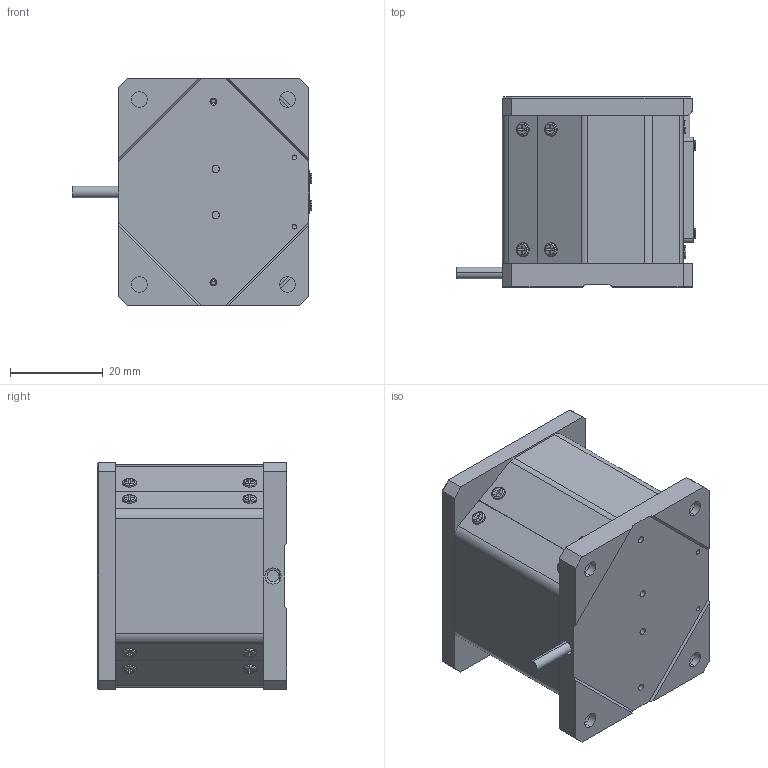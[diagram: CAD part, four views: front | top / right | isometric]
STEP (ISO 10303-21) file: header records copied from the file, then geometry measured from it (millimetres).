
FILE_DESCRIPTION (( 'STEP AP214' ), '1' );
FILE_NAME ('ES-50PM-1100X.STEP', '2022-02-05T01:25:01', ( '' ), ( '' ), 'SwSTEP 2.0', 'SolidWorks 2020', '' );
FILE_SCHEMA (( 'AUTOMOTIVE_DESIGN' ));
Length unit declared in the file: millimetre
Products named in the file (15): 2.5mm Dia Cable; 430854 ES-50 Piezo, Enclosure, Back; SCREW, SHCS-S, M-DIN_M2 x 0.4 x 04mm; 430851 ES-50 Piezo, Carriage Bracket, Side_Counterbores; 430697 Encoder Head Enclosure, NJ 8x13; NJ Encoder 8x13 in Enclosure_Demo ; SCREW, MS-PPH, M-JCIS_M2 x 0.4 x 4mm; SCREW, MS-PPH, M-JCIS_M1.6 x 0.35 x 5mm; 430852 ES-50 Piezo, Carriage Bracket, Back; 430438 PPS 28, Back Cover, NJ8x13; 430853 ES-50 Piezo, Enclosure, Side_3piece NJ; 2.5mm Dia Cable_30mm; 430849 ES-50 Piezo, Base; ES-50PM-1100X; 430850 ES-50 Piezo, Carriage
Assembly tree (35 placements, depth 3):
  ES-50PM-1100X
    430849 ES-50 Piezo, Base
    430851 ES-50 Piezo, Carriage Bracket, Side_Counterbores  x2
    430852 ES-50 Piezo, Carriage Bracket, Back
    430850 ES-50 Piezo, Carriage
    NJ Encoder 8x13 in Enclosure_Demo 
      430697 Encoder Head Enclosure, NJ 8x13
      430438 PPS 28, Back Cover, NJ8x13
      2.5mm Dia Cable
    430853 ES-50 Piezo, Enclosure, Side_3piece NJ  x2
    430854 ES-50 Piezo, Enclosure, Back
    SCREW, MS-PPH, M-JCIS_M2 x 0.4 x 4mm  x12
    2.5mm Dia Cable_30mm
    SCREW, SHCS-S, M-DIN_M2 x 0.4 x 04mm  x6
    SCREW, MS-PPH, M-JCIS_M1.6 x 0.35 x 5mm  x4
Bounding box: 51.74 x 41 x 49 mm (x, y, z)
Volume: 36076.7 mm3; surface area: 37949.1 mm2
Topology: 34 solids, 34 shells, 1547 faces, 3930 edges, 2475 vertices
Faces by surface type: plane 664, cylinder 620, torus 144, cone 119
Entity records: 28461 total; most frequent: CARTESIAN_POINT 5361, DIRECTION 4872, ORIENTED_EDGE 4504, EDGE_CURVE 2252, AXIS2_PLACEMENT_3D 1840, VERTEX_POINT 1467, VECTOR 1192, LINE 1192
